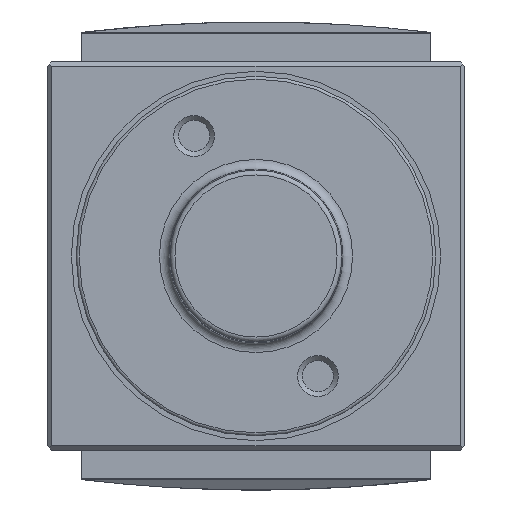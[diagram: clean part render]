
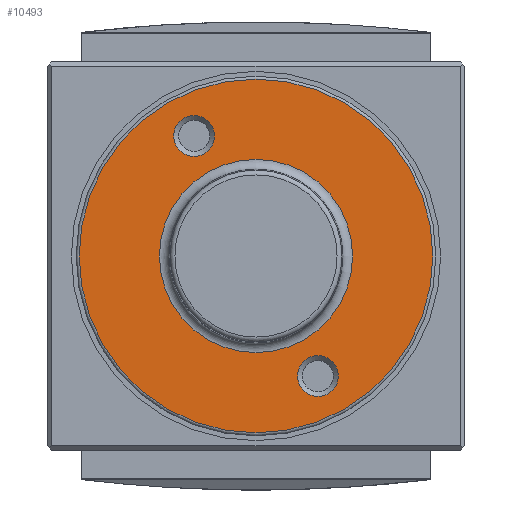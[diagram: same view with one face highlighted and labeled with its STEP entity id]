
A CAD part, front view. The second image highlights one B-rep face of the part: STEP entity #10493.
In plain terms, the highlighted planar face has unit normal (0, -1, 0).
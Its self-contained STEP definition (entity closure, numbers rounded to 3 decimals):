
#494=CIRCLE('',#11182,18.2);
#495=CIRCLE('',#11184,9.939);
#496=CIRCLE('',#11185,2.1);
#497=CIRCLE('',#11186,2.1);
#2371=ORIENTED_EDGE('',*,*,#3649,.F.);
#2372=ORIENTED_EDGE('',*,*,#3650,.F.);
#2373=ORIENTED_EDGE('',*,*,#3651,.F.);
#2374=ORIENTED_EDGE('',*,*,#3648,.T.);
#3648=EDGE_CURVE('',#4436,#4436,#494,.T.);
#3649=EDGE_CURVE('',#4437,#4437,#495,.T.);
#3650=EDGE_CURVE('',#4438,#4438,#496,.T.);
#3651=EDGE_CURVE('',#4439,#4439,#497,.T.);
#4436=VERTEX_POINT('',#15582);
#4437=VERTEX_POINT('',#15585);
#4438=VERTEX_POINT('',#15587);
#4439=VERTEX_POINT('',#15589);
#6366=EDGE_LOOP('',(#2371));
#6367=EDGE_LOOP('',(#2372));
#6368=EDGE_LOOP('',(#2373));
#6369=EDGE_LOOP('',(#2374));
#6850=FACE_BOUND('',#6366,.T.);
#6851=FACE_BOUND('',#6367,.T.);
#6852=FACE_BOUND('',#6368,.T.);
#6853=FACE_BOUND('',#6369,.T.);
#7175=PLANE('',#11183);
#10493=ADVANCED_FACE('',(#6850,#6851,#6852,#6853),#7175,.F.);
#11182=AXIS2_PLACEMENT_3D('',#15581,#13127,#13128);
#11183=AXIS2_PLACEMENT_3D('',#15583,#13129,#13130);
#11184=AXIS2_PLACEMENT_3D('',#15584,#13131,#13132);
#11185=AXIS2_PLACEMENT_3D('',#15586,#13133,#13134);
#11186=AXIS2_PLACEMENT_3D('',#15588,#13135,#13136);
#13127=DIRECTION('',(0.,-1.,0.));
#13128=DIRECTION('',(0.,0.,-1.));
#13129=DIRECTION('',(0.,1.,0.));
#13130=DIRECTION('',(0.,0.,1.));
#13131=DIRECTION('',(0.,-1.,0.));
#13132=DIRECTION('',(0.,0.,-1.));
#13133=DIRECTION('',(0.,-1.,0.));
#13134=DIRECTION('',(0.,0.,-1.));
#13135=DIRECTION('',(0.,-1.,0.));
#13136=DIRECTION('',(0.,0.,-1.));
#15581=CARTESIAN_POINT('',(0.,0.1,0.));
#15582=CARTESIAN_POINT('',(0.,0.1,-18.2));
#15583=CARTESIAN_POINT('',(18.2,0.1,0.));
#15584=CARTESIAN_POINT('',(0.,0.1,0.));
#15585=CARTESIAN_POINT('',(0.,0.1,-9.939));
#15586=CARTESIAN_POINT('',(6.367,0.1,-12.356));
#15587=CARTESIAN_POINT('',(6.367,0.1,-14.456));
#15588=CARTESIAN_POINT('',(-6.367,0.1,12.356));
#15589=CARTESIAN_POINT('',(-6.367,0.1,10.256));
